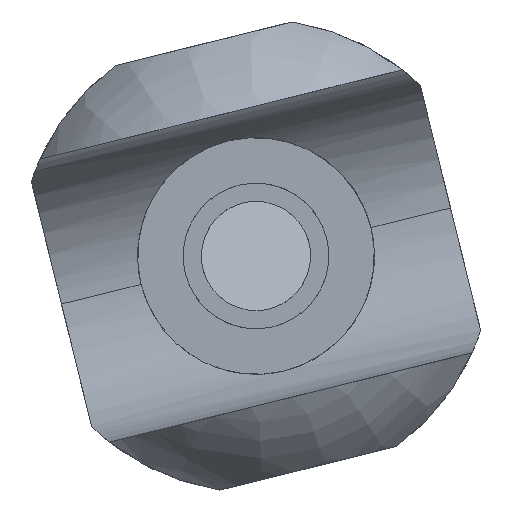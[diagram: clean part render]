
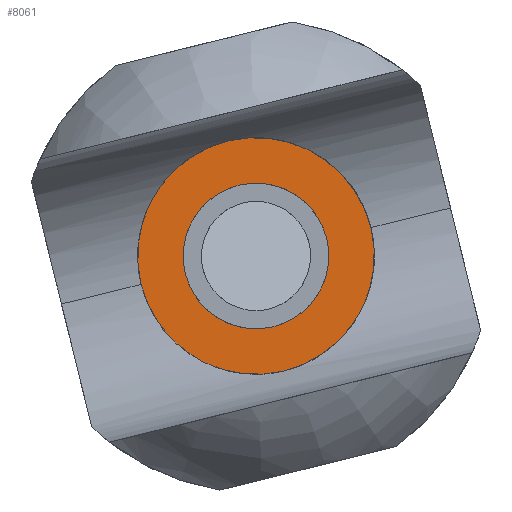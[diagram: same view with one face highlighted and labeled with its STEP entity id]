
A CAD part, left-side view. The second image highlights one B-rep face of the part: STEP entity #8061.
In plain terms, the highlighted planar face has unit normal (-1, 0, 0).
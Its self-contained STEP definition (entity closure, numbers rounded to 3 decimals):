
#7642=CARTESIAN_POINT('Vertex',(-199.639,-21.811,1.557)) ;
#7645=CARTESIAN_POINT('Axis2P3D Location',(-199.639,-15.5,0.)) ;
#7649=CARTESIAN_POINT('Vertex',(-199.639,-9.189,-1.557)) ;
#7979=CARTESIAN_POINT('Axis2P3D Location',(-199.639,-15.5,0.)) ;
#7992=CARTESIAN_POINT('Axis2P3D Location',(-199.639,-15.5,0.)) ;
#8002=CARTESIAN_POINT('Control Point',(-199.639,-19.384,0.958)) ;
#8003=CARTESIAN_POINT('Control Point',(-199.639,-19.477,0.578)) ;
#8004=CARTESIAN_POINT('Control Point',(-199.639,-19.525,0.186)) ;
#8005=CARTESIAN_POINT('Control Point',(-199.639,-19.523,-0.21)) ;
#8006=CARTESIAN_POINT('Control Point',(-199.639,-19.424,-0.994)) ;
#8007=CARTESIAN_POINT('Control Point',(-199.639,-19.139,-1.73)) ;
#8008=CARTESIAN_POINT('Control Point',(-199.639,-18.951,-2.079)) ;
#8009=CARTESIAN_POINT('Control Point',(-199.639,-18.495,-2.723)) ;
#8010=CARTESIAN_POINT('Control Point',(-199.639,-17.897,-3.239)) ;
#8011=CARTESIAN_POINT('Control Point',(-199.639,-17.567,-3.458)) ;
#8012=CARTESIAN_POINT('Control Point',(-199.639,-16.861,-3.812)) ;
#8013=CARTESIAN_POINT('Control Point',(-199.639,-16.091,-3.985)) ;
#8014=CARTESIAN_POINT('Control Point',(-199.639,-15.697,-4.024)) ;
#8015=CARTESIAN_POINT('Control Point',(-199.639,-14.908,-4.004)) ;
#8016=CARTESIAN_POINT('Control Point',(-199.639,-14.146,-3.795)) ;
#8017=CARTESIAN_POINT('Control Point',(-199.639,-13.78,-3.644)) ;
#8018=CARTESIAN_POINT('Control Point',(-199.639,-13.093,-3.255)) ;
#8019=CARTESIAN_POINT('Control Point',(-199.639,-12.52,-2.711)) ;
#8020=CARTESIAN_POINT('Control Point',(-199.639,-12.268,-2.406)) ;
#8021=CARTESIAN_POINT('Control Point',(-199.639,-11.969,-1.935)) ;
#8022=CARTESIAN_POINT('Control Point',(-199.639,-11.757,-1.423)) ;
#8023=CARTESIAN_POINT('Control Point',(-199.639,-11.702,-1.27)) ;
#8024=CARTESIAN_POINT('Control Point',(-199.639,-11.655,-1.115)) ;
#8025=CARTESIAN_POINT('Control Point',(-199.639,-11.616,-0.958)) ;
#8026=CARTESIAN_POINT('Vertex',(-199.639,-19.384,0.958)) ;
#8028=CARTESIAN_POINT('Vertex',(-199.639,-11.616,-0.958)) ;
#8032=CARTESIAN_POINT('Control Point',(-199.639,-11.616,-0.958)) ;
#8033=CARTESIAN_POINT('Control Point',(-199.639,-11.523,-0.578)) ;
#8034=CARTESIAN_POINT('Control Point',(-199.639,-11.475,-0.186)) ;
#8035=CARTESIAN_POINT('Control Point',(-199.639,-11.477,0.21)) ;
#8036=CARTESIAN_POINT('Control Point',(-199.639,-11.576,0.994)) ;
#8037=CARTESIAN_POINT('Control Point',(-199.639,-11.861,1.73)) ;
#8038=CARTESIAN_POINT('Control Point',(-199.639,-12.049,2.079)) ;
#8039=CARTESIAN_POINT('Control Point',(-199.639,-12.505,2.723)) ;
#8040=CARTESIAN_POINT('Control Point',(-199.639,-13.103,3.239)) ;
#8041=CARTESIAN_POINT('Control Point',(-199.639,-13.433,3.458)) ;
#8042=CARTESIAN_POINT('Control Point',(-199.639,-14.139,3.812)) ;
#8043=CARTESIAN_POINT('Control Point',(-199.639,-14.909,3.985)) ;
#8044=CARTESIAN_POINT('Control Point',(-199.639,-15.303,4.024)) ;
#8045=CARTESIAN_POINT('Control Point',(-199.639,-16.092,4.004)) ;
#8046=CARTESIAN_POINT('Control Point',(-199.639,-16.854,3.795)) ;
#8047=CARTESIAN_POINT('Control Point',(-199.639,-17.22,3.644)) ;
#8048=CARTESIAN_POINT('Control Point',(-199.639,-17.907,3.255)) ;
#8049=CARTESIAN_POINT('Control Point',(-199.639,-18.48,2.711)) ;
#8050=CARTESIAN_POINT('Control Point',(-199.639,-18.732,2.406)) ;
#8051=CARTESIAN_POINT('Control Point',(-199.639,-19.031,1.935)) ;
#8052=CARTESIAN_POINT('Control Point',(-199.639,-19.243,1.423)) ;
#8053=CARTESIAN_POINT('Control Point',(-199.639,-19.298,1.27)) ;
#8054=CARTESIAN_POINT('Control Point',(-199.639,-19.345,1.115)) ;
#8055=CARTESIAN_POINT('Control Point',(-199.639,-19.384,0.958)) ;
#7646=DIRECTION('Axis2P3D Direction',(-1.,0.,0.)) ;
#7980=DIRECTION('Axis2P3D Direction',(-1.,0.,0.)) ;
#7993=DIRECTION('Axis2P3D Direction',(-1.,0.,0.)) ;
#7994=DIRECTION('Axis2P3D XDirection',(0.,0.971,-0.24)) ;
#7647=AXIS2_PLACEMENT_3D('Circle Axis2P3D',#7645,#7646,$) ;
#7981=AXIS2_PLACEMENT_3D('Circle Axis2P3D',#7979,#7980,$) ;
#7995=AXIS2_PLACEMENT_3D('Plane Axis2P3D',#7992,#7993,#7994) ;
#7998=ORIENTED_EDGE('',*,*,#7651,.T.) ;
#7999=ORIENTED_EDGE('',*,*,#7983,.T.) ;
#8058=ORIENTED_EDGE('',*,*,#8030,.T.) ;
#8059=ORIENTED_EDGE('',*,*,#8056,.T.) ;
#8060=FACE_BOUND('',#8057,.T.) ;
#8061=ADVANCED_FACE('Forcella forata v3.0-2-solid1',(#8000,#8060),#7996,.T.) ;
#8001=B_SPLINE_CURVE_WITH_KNOTS('',5,(#8002,#8003,#8004,#8005,#8006,#8007,#8008,#8009,#8010,#8011,#8012,#8013,#8014,#8015,#8016,#8017,#8018,#8019,#8020,#8021,#8022,#8023,#8024,#8025),.UNSPECIFIED.,.F.,.U.,(6,3,3,3,3,3,3,6),(0.,2.771,5.543,8.314,11.085,13.856,16.628,17.77),.UNSPECIFIED.) ;
#8031=B_SPLINE_CURVE_WITH_KNOTS('',5,(#8032,#8033,#8034,#8035,#8036,#8037,#8038,#8039,#8040,#8041,#8042,#8043,#8044,#8045,#8046,#8047,#8048,#8049,#8050,#8051,#8052,#8053,#8054,#8055),.UNSPECIFIED.,.F.,.U.,(6,3,3,3,3,3,3,6),(0.,2.771,5.543,8.314,11.085,13.856,16.628,17.77),.UNSPECIFIED.) ;
#7648=CIRCLE('generated circle',#7647,6.5) ;
#7982=CIRCLE('generated circle',#7981,6.5) ;
#7651=EDGE_CURVE('',#7650,#7643,#7648,.T.) ;
#7983=EDGE_CURVE('',#7643,#7650,#7982,.T.) ;
#8030=EDGE_CURVE('',#8027,#8029,#8001,.T.) ;
#8056=EDGE_CURVE('',#8029,#8027,#8031,.T.) ;
#7997=EDGE_LOOP('',(#7998,#7999)) ;
#8057=EDGE_LOOP('',(#8058,#8059)) ;
#8000=FACE_OUTER_BOUND('',#7997,.T.) ;
#7996=PLANE('',#7995) ;
#7643=VERTEX_POINT('',#7642) ;
#7650=VERTEX_POINT('',#7649) ;
#8027=VERTEX_POINT('',#8026) ;
#8029=VERTEX_POINT('',#8028) ;
